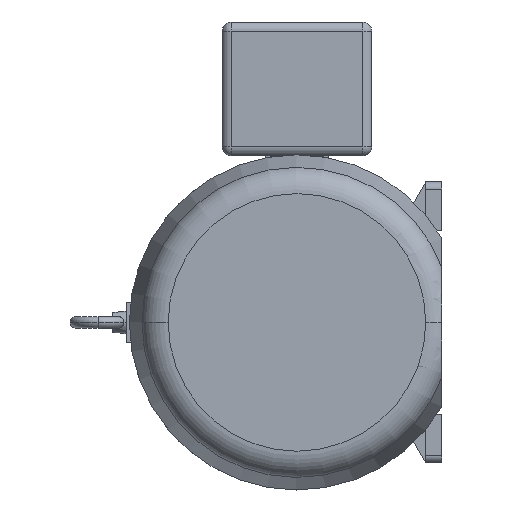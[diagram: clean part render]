
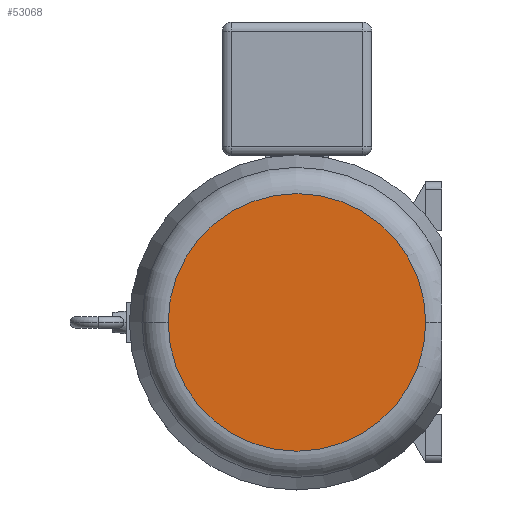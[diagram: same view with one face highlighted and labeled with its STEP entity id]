
A CAD part, left-side view. The second image highlights one B-rep face of the part: STEP entity #53068.
In plain terms, the highlighted planar face has unit normal (-1, 0, 0).
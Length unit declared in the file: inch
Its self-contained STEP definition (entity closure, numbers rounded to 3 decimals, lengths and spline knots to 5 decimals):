
#4035 = PLANE ( 'NONE',  #108008 ) ;
#9405 = CARTESIAN_POINT ( 'NONE',  ( -39.39, 0., 0. ) ) ;
#14782 = EDGE_CURVE ( 'Defeatured_0_44+Defeatured_0_36+Defeatured_0_36+Defeatured_0_36', #167814, #47442, #169421, .T. ) ;
#21723 = DIRECTION ( 'NONE',  ( 0., -1., 0. ) ) ;
#31091 = CIRCLE ( 'NONE', #55234, 7.1076 ) ;
#47442 = VERTEX_POINT ( 'NONE', #169093 ) ;
#47489 = FACE_OUTER_BOUND ( 'NONE', #147159, .T. ) ;
#48275 = CARTESIAN_POINT ( 'NONE',  ( -39.39, 0., 0. ) ) ;
#52825 = DIRECTION ( 'NONE',  ( 1., 0., 0. ) ) ;
#53068 = ADVANCED_FACE ( 'Defeatured_0_36', ( #47489 ), #4035, .F. ) ;
#55234 = AXIS2_PLACEMENT_3D ( 'NONE', #48275, #91674, #21723 ) ;
#61586 = DIRECTION ( 'NONE',  ( 0., -1., 0. ) ) ;
#69902 = AXIS2_PLACEMENT_3D ( 'NONE', #9405, #52825, #84893 ) ;
#77202 = ORIENTED_EDGE ( 'NONE', *, *, #90813, .F. ) ;
#77654 = CARTESIAN_POINT ( 'NONE',  ( -39.39, 7.1076, 0. ) ) ;
#84893 = DIRECTION ( 'NONE',  ( 0., -1., 0. ) ) ;
#90813 = EDGE_CURVE ( 'Defeatured_0_44+Defeatured_0_36+Defeatured_0_36+Defeatured_0_36', #47442, #167814, #31091, .T. ) ;
#91674 = DIRECTION ( 'NONE',  ( 1., 0., 0. ) ) ;
#108008 = AXIS2_PLACEMENT_3D ( 'NONE', #77654, #121978, #61586 ) ;
#120399 = ORIENTED_EDGE ( 'NONE', *, *, #14782, .F. ) ;
#121978 = DIRECTION ( 'NONE',  ( 1., 0., 0. ) ) ;
#144937 = CARTESIAN_POINT ( 'NONE',  ( -39.39, 7.1076, 0. ) ) ;
#147159 = EDGE_LOOP ( 'NONE', ( #77202, #120399 ) ) ;
#167814 = VERTEX_POINT ( 'NONE', #144937 ) ;
#169093 = CARTESIAN_POINT ( 'NONE',  ( -39.39, -7.1076, 0. ) ) ;
#169421 = CIRCLE ( 'NONE', #69902, 7.1076 ) ;
